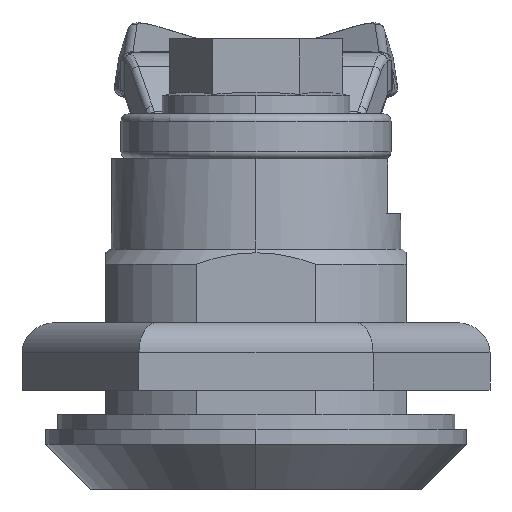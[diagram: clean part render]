
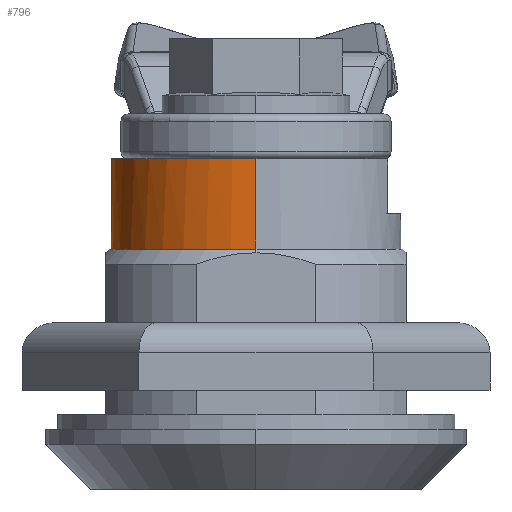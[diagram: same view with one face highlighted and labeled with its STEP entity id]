
A CAD part, left-side view. The second image highlights one B-rep face of the part: STEP entity #796.
In plain terms, the highlighted cylindrical face has radius 9.65 mm (diameter 19.3 mm), a partial arc.
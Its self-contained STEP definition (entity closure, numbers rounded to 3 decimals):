
#69=CARTESIAN_POINT('',(125.,-228.7,13.75));
#70=DIRECTION('',(0.,0.,-1.));
#71=DIRECTION('',(0.949,0.314,0.));
#72=AXIS2_PLACEMENT_3D('',#69,#70,#71);
#101=DIRECTION('',(0.,0.,1.));
#102=VECTOR('',#101,3.65);
#103=CARTESIAN_POINT('',(134.162,-225.669,13.75));
#104=LINE('',#103,#102);
#108=DIRECTION('',(0.,0.,-1.));
#109=VECTOR('',#108,6.);
#110=CARTESIAN_POINT('',(115.35,-228.7,17.4));
#111=LINE('',#110,#109);
#139=CARTESIAN_POINT('',(125.,-228.7,11.4));
#140=DIRECTION('',(0.,0.,1.));
#141=DIRECTION('',(1.,0.,0.));
#142=AXIS2_PLACEMENT_3D('',#139,#140,#141);
#585=CARTESIAN_POINT('',(125.,-228.7,17.4));
#586=DIRECTION('',(0.,0.,-1.));
#587=DIRECTION('',(-1.,0.,0.));
#588=AXIS2_PLACEMENT_3D('',#585,#586,#587);
#614=DIRECTION('',(0.,0.,-1.));
#615=VECTOR('',#614,2.35);
#616=CARTESIAN_POINT('',(134.65,-228.7,13.75));
#617=LINE('',#616,#615);
#639=CARTESIAN_POINT('',(134.162,-225.669,17.4));
#640=VERTEX_POINT('',#639);
#641=CARTESIAN_POINT('',(134.162,-225.669,13.75));
#642=VERTEX_POINT('',#641);
#651=CARTESIAN_POINT('',(134.65,-228.7,13.75));
#652=VERTEX_POINT('',#651);
#657=CARTESIAN_POINT('',(134.65,-228.7,11.4));
#658=CARTESIAN_POINT('',(115.35,-228.7,11.4));
#659=VERTEX_POINT('',#657);
#660=VERTEX_POINT('',#658);
#661=CARTESIAN_POINT('',(115.35,-228.7,17.4));
#662=VERTEX_POINT('',#661);
#779=CARTESIAN_POINT('',(125.,-228.7,11.4));
#780=DIRECTION('',(0.,0.,1.));
#781=DIRECTION('',(1.,0.,0.));
#782=AXIS2_PLACEMENT_3D('',#779,#780,#781);
#783=CYLINDRICAL_SURFACE('',#782,9.65);
#785=ORIENTED_EDGE('',*,*,#784,.F.);
#787=ORIENTED_EDGE('',*,*,#786,.F.);
#788=ORIENTED_EDGE('',*,*,#766,.F.);
#789=ORIENTED_EDGE('',*,*,#735,.T.);
#791=ORIENTED_EDGE('',*,*,#790,.F.);
#793=ORIENTED_EDGE('',*,*,#792,.T.);
#794=EDGE_LOOP('',(#785,#787,#788,#789,#791,#793));
#795=FACE_OUTER_BOUND('',#794,.F.);
#73=CIRCLE('',#72,9.65);
#143=CIRCLE('',#142,9.65);
#589=CIRCLE('',#588,9.65);
#735=EDGE_CURVE('',#642,#640,#104,.T.);
#766=EDGE_CURVE('',#642,#652,#73,.T.);
#784=EDGE_CURVE('',#659,#660,#143,.T.);
#786=EDGE_CURVE('',#652,#659,#617,.T.);
#790=EDGE_CURVE('',#662,#640,#589,.T.);
#792=EDGE_CURVE('',#662,#660,#111,.T.);
#796=ADVANCED_FACE('',(#795),#783,.T.);
